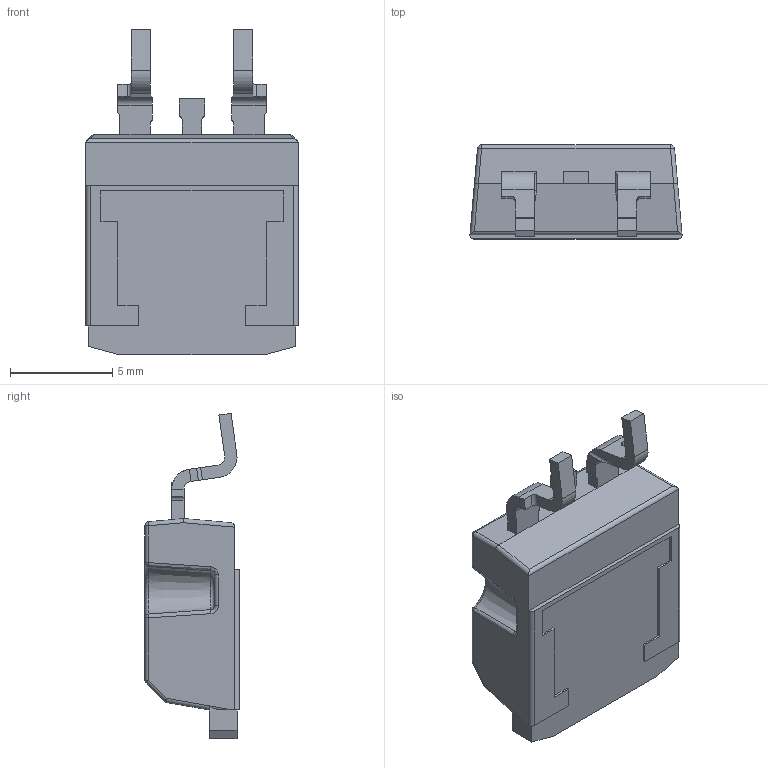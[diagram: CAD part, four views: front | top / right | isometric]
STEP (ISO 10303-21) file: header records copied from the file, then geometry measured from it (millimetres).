
FILE_DESCRIPTION(('CAx-IF Rec.Pracs.---Model Styling and Organization---1.5---2016-08-15','CAx-IF Rec.Pracs.---Geometric and Assembly Validation Properties---4.4---2016-08-17','CAx-IF Rec.Pracs.---User Defined Attributes---1.5---2016-08-15','CAx-IF Rec.Pracs.---External References---2.1---2005-01-19'),'2;1');
FILE_NAME('179422.step','2025-06-10T23:44:33',('Unspecified'),('Unspecified'),'CAD Exchanger 3.10.2 (cadexchanger.com)','Unspecified','');
FILE_SCHEMA(('AUTOMOTIVE_DESIGN { 1 0 10303 214 1 1 1 1 }'));
Length unit declared in the file: millimetre
Products named in the file (1): L7805ABD2T-TR
Bounding box: 10.36 x 4.6 x 15.89 mm (x, y, z)
Volume: 417.4 mm3; surface area: 437.1 mm2
Topology: 1 solids, 1 shells, 151 faces, 385 edges, 230 vertices
Faces by surface type: plane 81, cylinder 44, sphere 10, bspline 8, cone 4, torus 4
Entity records: 5693 total; most frequent: CARTESIAN_POINT 1034, ORIENTED_EDGE 754, DIRECTION 718, EDGE_CURVE 377, LINE 242, VECTOR 242, AXIS2_PLACEMENT_3D 238, VERTEX_POINT 230
